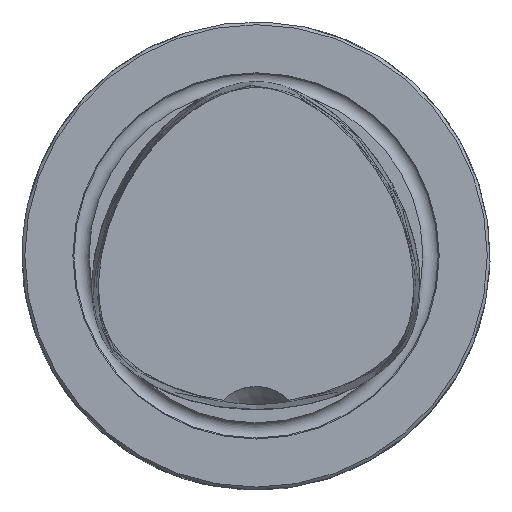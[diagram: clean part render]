
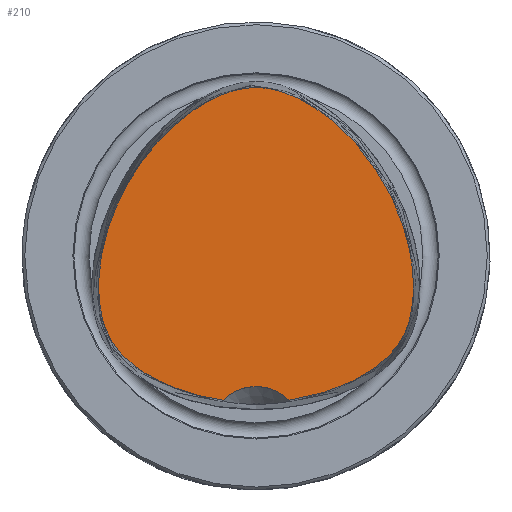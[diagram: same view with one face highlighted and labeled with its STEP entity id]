
A CAD part, top view. The second image highlights one B-rep face of the part: STEP entity #210.
In plain terms, the highlighted planar face has unit normal (0, 0, 1).
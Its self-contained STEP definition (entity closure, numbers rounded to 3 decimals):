
#156=PLANE('',#1448);
#210=ADVANCED_FACE('',(#313),#156,.F.);
#313=FACE_OUTER_BOUND('',#376,.T.);
#376=EDGE_LOOP('',(#601,#602));
#473=B_SPLINE_CURVE_WITH_KNOTS('',3,(#2029,#2030,#2031,#2032,#2033,#2034,
#2035,#2036,#2037,#2038,#2039,#2040,#2041,#2042,#2043,#2044,#2045,#2046,
#2047,#2048,#2049,#2050,#2051,#2052,#2053,#2054,#2055,#2056,#2057,#2058,
#2059,#2060,#2061,#2062),.UNSPECIFIED.,.F.,.F.,(4,2,2,2,2,2,2,2,2,2,2,2,
2,2,2,2,4),(0.,0.062,0.125,0.156,0.188,0.25,0.375,0.438,
0.5,0.563,0.625,0.75,0.813,0.844,0.875,0.938,1.),.UNSPECIFIED.);
#526=CIRCLE('',#1447,5.);
#601=ORIENTED_EDGE('',*,*,#1081,.F.);
#602=ORIENTED_EDGE('',*,*,#1082,.T.);
#951=VERTEX_POINT('',#2027);
#952=VERTEX_POINT('',#2028);
#1081=EDGE_CURVE('',#951,#952,#526,.T.);
#1082=EDGE_CURVE('',#951,#952,#473,.T.);
#1447=AXIS2_PLACEMENT_3D('',#2026,#1624,#1625);
#1448=AXIS2_PLACEMENT_3D('',#2063,#1626,#1627);
#1624=DIRECTION('',(0.,0.,1.));
#1625=DIRECTION('',(0.,1.,0.));
#1626=DIRECTION('',(0.,0.,-1.));
#1627=DIRECTION('',(0.,-1.,0.));
#2026=CARTESIAN_POINT('',(0.,-19.,30.));
#2027=CARTESIAN_POINT('',(3.529,-15.458,30.));
#2028=CARTESIAN_POINT('',(-3.529,-15.458,30.));
#2029=CARTESIAN_POINT('',(3.529,-15.458,30.));
#2030=CARTESIAN_POINT('',(5.578,-15.172,30.));
#2031=CARTESIAN_POINT('',(7.541,-14.652,30.));
#2032=CARTESIAN_POINT('',(11.31,-13.022,30.));
#2033=CARTESIAN_POINT('',(13.115,-11.925,30.));
#2034=CARTESIAN_POINT('',(15.177,-9.639,30.));
#2035=CARTESIAN_POINT('',(15.729,-8.756,30.));
#2036=CARTESIAN_POINT('',(16.464,-6.828,30.));
#2037=CARTESIAN_POINT('',(16.664,-5.812,30.));
#2038=CARTESIAN_POINT('',(16.947,-2.725,30.));
#2039=CARTESIAN_POINT('',(16.713,-0.645,30.));
#2040=CARTESIAN_POINT('',(15.266,5.304,30.));
#2041=CARTESIAN_POINT('',(13.278,9.021,30.));
#2042=CARTESIAN_POINT('',(9.189,13.589,30.));
#2043=CARTESIAN_POINT('',(7.618,14.961,30.));
#2044=CARTESIAN_POINT('',(4.122,17.097,30.));
#2045=CARTESIAN_POINT('',(2.123,17.924,30.));
#2046=CARTESIAN_POINT('',(-1.991,17.959,30.));
#2047=CARTESIAN_POINT('',(-3.994,17.157,30.));
#2048=CARTESIAN_POINT('',(-7.53,15.031,30.));
#2049=CARTESIAN_POINT('',(-9.096,13.678,30.));
#2050=CARTESIAN_POINT('',(-13.235,9.098,30.));
#2051=CARTESIAN_POINT('',(-15.231,5.387,30.));
#2052=CARTESIAN_POINT('',(-16.702,-0.57,30.));
#2053=CARTESIAN_POINT('',(-16.941,-2.651,30.));
#2054=CARTESIAN_POINT('',(-16.678,-5.725,30.));
#2055=CARTESIAN_POINT('',(-16.482,-6.756,30.));
#2056=CARTESIAN_POINT('',(-15.764,-8.687,30.));
#2057=CARTESIAN_POINT('',(-15.214,-9.588,30.));
#2058=CARTESIAN_POINT('',(-13.159,-11.895,30.));
#2059=CARTESIAN_POINT('',(-11.335,-13.008,30.));
#2060=CARTESIAN_POINT('',(-7.568,-14.643,30.));
#2061=CARTESIAN_POINT('',(-5.567,-15.173,30.));
#2062=CARTESIAN_POINT('',(-3.529,-15.458,30.));
#2063=CARTESIAN_POINT('',(0.,17.113,30.));
